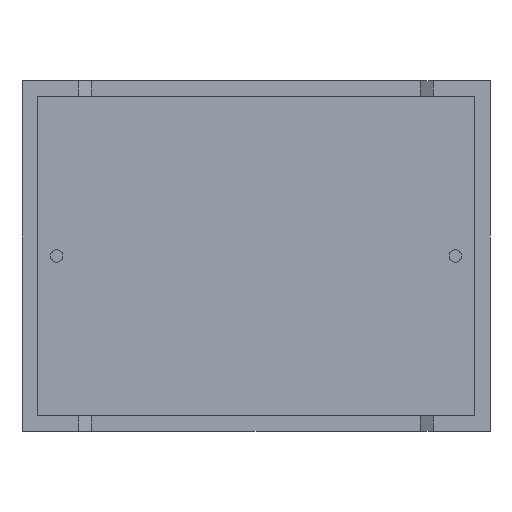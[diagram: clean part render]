
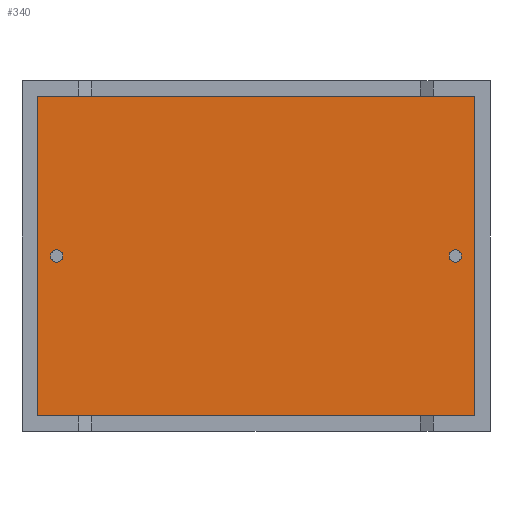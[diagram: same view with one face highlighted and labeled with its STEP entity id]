
A CAD part, front view. The second image highlights one B-rep face of the part: STEP entity #340.
In plain terms, the highlighted planar face has unit normal (0, -1, 0).
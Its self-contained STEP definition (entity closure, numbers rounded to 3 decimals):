
#25 = LINE ( 'NONE', #2388, #442 ) ;
#112 = EDGE_LOOP ( 'NONE', ( #601, #1417 ) ) ;
#147 = VERTEX_POINT ( 'NONE', #3027 ) ;
#169 = VERTEX_POINT ( 'NONE', #915 ) ;
#199 = AXIS2_PLACEMENT_3D ( 'NONE', #428, #2527, #1866 ) ;
#260 = ORIENTED_EDGE ( 'NONE', *, *, #619, .F. ) ;
#310 = ORIENTED_EDGE ( 'NONE', *, *, #2359, .T. ) ;
#340 = ADVANCED_FACE ( 'NONE', ( #1306, #558, #2463 ), #2943, .T. ) ;
#378 = ORIENTED_EDGE ( 'NONE', *, *, #2436, .T. ) ;
#428 = CARTESIAN_POINT ( 'NONE',  ( 29.9, 0.75, 12.1 ) ) ;
#442 = VECTOR ( 'NONE', #3035, 1000. ) ;
#475 = DIRECTION ( 'NONE',  ( -1., 0., 0. ) ) ;
#507 = VERTEX_POINT ( 'NONE', #2176 ) ;
#523 = ORIENTED_EDGE ( 'NONE', *, *, #1302, .T. ) ;
#558 = FACE_OUTER_BOUND ( 'NONE', #1851, .T. ) ;
#565 = ORIENTED_EDGE ( 'NONE', *, *, #2634, .T. ) ;
#582 = DIRECTION ( 'NONE',  ( 0., 0., 1. ) ) ;
#590 = DIRECTION ( 'NONE',  ( 0., -1., 0. ) ) ;
#601 = ORIENTED_EDGE ( 'NONE', *, *, #3003, .F. ) ;
#619 = EDGE_CURVE ( 'NONE', #169, #507, #1548, .T. ) ;
#741 = EDGE_CURVE ( 'NONE', #507, #169, #1750, .T. ) ;
#892 = VERTEX_POINT ( 'NONE', #1853 ) ;
#915 = CARTESIAN_POINT ( 'NONE',  ( 2.4, 0.75, 12.525 ) ) ;
#928 = CARTESIAN_POINT ( 'NONE',  ( 2.4, 0.75, 12.1 ) ) ;
#989 = CIRCLE ( 'NONE', #199, 0.425 ) ;
#990 = DIRECTION ( 'NONE',  ( 1., 0., 0. ) ) ;
#1005 = AXIS2_PLACEMENT_3D ( 'NONE', #928, #1823, #1809 ) ;
#1039 = VECTOR ( 'NONE', #582, 1000. ) ;
#1119 = CARTESIAN_POINT ( 'NONE',  ( 29.9, 0.75, 12.1 ) ) ;
#1193 = VECTOR ( 'NONE', #475, 1000. ) ;
#1226 = VERTEX_POINT ( 'NONE', #1555 ) ;
#1268 = VERTEX_POINT ( 'NONE', #2633 ) ;
#1302 = EDGE_CURVE ( 'NONE', #2320, #147, #25, .T. ) ;
#1306 = FACE_BOUND ( 'NONE', #112, .T. ) ;
#1409 = CARTESIAN_POINT ( 'NONE',  ( 31.223, 0.75, 23.123 ) ) ;
#1417 = ORIENTED_EDGE ( 'NONE', *, *, #1981, .F. ) ;
#1418 = DIRECTION ( 'NONE',  ( 0., -1., 0. ) ) ;
#1469 = CARTESIAN_POINT ( 'NONE',  ( 1.077, 0.75, 23.123 ) ) ;
#1477 = DIRECTION ( 'NONE',  ( 0., 0., -1. ) ) ;
#1484 = VECTOR ( 'NONE', #990, 1000. ) ;
#1534 = CARTESIAN_POINT ( 'NONE',  ( 29.9, 0.75, 12.525 ) ) ;
#1548 = CIRCLE ( 'NONE', #1005, 0.425 ) ;
#1555 = CARTESIAN_POINT ( 'NONE',  ( 31.223, 0.75, 23.123 ) ) ;
#1687 = LINE ( 'NONE', #1873, #1484 ) ;
#1713 = CARTESIAN_POINT ( 'NONE',  ( 0., 0.75, 0. ) ) ;
#1719 = CARTESIAN_POINT ( 'NONE',  ( 31.223, 0.75, 1.077 ) ) ;
#1750 = CIRCLE ( 'NONE', #2533, 0.425 ) ;
#1809 = DIRECTION ( 'NONE',  ( 0., 0., -1. ) ) ;
#1823 = DIRECTION ( 'NONE',  ( 0., -1., 0. ) ) ;
#1851 = EDGE_LOOP ( 'NONE', ( #523, #565, #378, #310 ) ) ;
#1853 = CARTESIAN_POINT ( 'NONE',  ( 29.9, 0.75, 11.675 ) ) ;
#1866 = DIRECTION ( 'NONE',  ( 0., 0., -1. ) ) ;
#1873 = CARTESIAN_POINT ( 'NONE',  ( 1.077, 0.75, 1.077 ) ) ;
#1926 = EDGE_LOOP ( 'NONE', ( #260, #3010 ) ) ;
#1952 = LINE ( 'NONE', #1719, #1039 ) ;
#1981 = EDGE_CURVE ( 'NONE', #892, #2447, #989, .T. ) ;
#2078 = CIRCLE ( 'NONE', #2619, 0.425 ) ;
#2176 = CARTESIAN_POINT ( 'NONE',  ( 2.4, 0.75, 11.675 ) ) ;
#2200 = DIRECTION ( 'NONE',  ( 0., 0., -1. ) ) ;
#2320 = VERTEX_POINT ( 'NONE', #1469 ) ;
#2359 = EDGE_CURVE ( 'NONE', #1226, #2320, #2599, .T. ) ;
#2388 = CARTESIAN_POINT ( 'NONE',  ( 1.077, 0.75, 23.123 ) ) ;
#2436 = EDGE_CURVE ( 'NONE', #1268, #1226, #1952, .T. ) ;
#2447 = VERTEX_POINT ( 'NONE', #1534 ) ;
#2463 = FACE_BOUND ( 'NONE', #1926, .T. ) ;
#2527 = DIRECTION ( 'NONE',  ( 0., -1., 0. ) ) ;
#2533 = AXIS2_PLACEMENT_3D ( 'NONE', #2734, #2698, #1477 ) ;
#2599 = LINE ( 'NONE', #1409, #1193 ) ;
#2619 = AXIS2_PLACEMENT_3D ( 'NONE', #1119, #1418, #3042 ) ;
#2633 = CARTESIAN_POINT ( 'NONE',  ( 31.223, 0.75, 1.077 ) ) ;
#2634 = EDGE_CURVE ( 'NONE', #147, #1268, #1687, .T. ) ;
#2698 = DIRECTION ( 'NONE',  ( 0., -1., 0. ) ) ;
#2728 = AXIS2_PLACEMENT_3D ( 'NONE', #1713, #590, #2200 ) ;
#2734 = CARTESIAN_POINT ( 'NONE',  ( 2.4, 0.75, 12.1 ) ) ;
#2943 = PLANE ( 'NONE',  #2728 ) ;
#3003 = EDGE_CURVE ( 'NONE', #2447, #892, #2078, .T. ) ;
#3010 = ORIENTED_EDGE ( 'NONE', *, *, #741, .F. ) ;
#3027 = CARTESIAN_POINT ( 'NONE',  ( 1.077, 0.75, 1.077 ) ) ;
#3035 = DIRECTION ( 'NONE',  ( 0., 0., -1. ) ) ;
#3042 = DIRECTION ( 'NONE',  ( 0., 0., -1. ) ) ;
